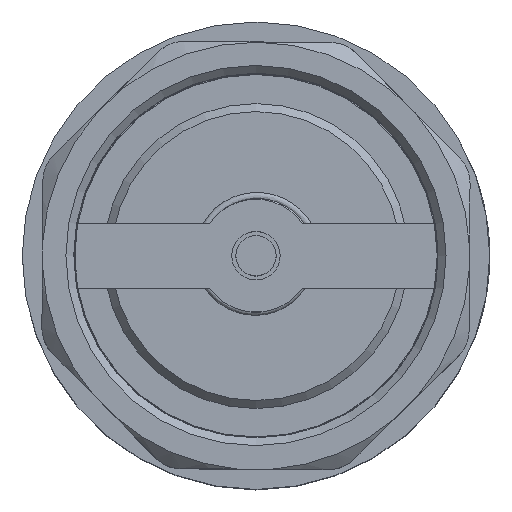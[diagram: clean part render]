
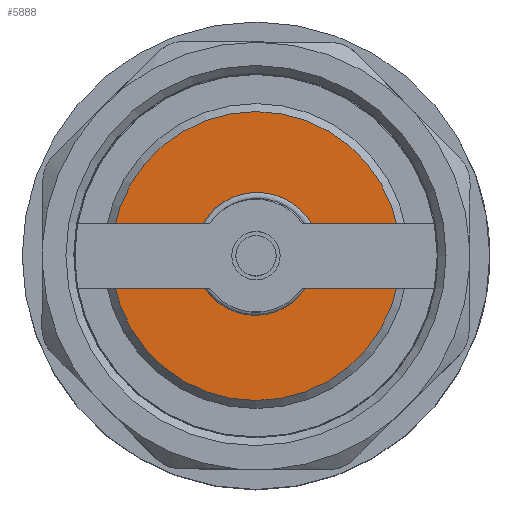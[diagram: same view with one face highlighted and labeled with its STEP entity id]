
A CAD part, top view. The second image highlights one B-rep face of the part: STEP entity #5888.
In plain terms, the highlighted planar face has unit normal (0, 0, 1).
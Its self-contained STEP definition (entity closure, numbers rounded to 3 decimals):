
#196=FACE_BOUND('',#1047,.T.);
#328=PLANE('',#6313);
#680=FACE_OUTER_BOUND('',#1046,.T.);
#1046=EDGE_LOOP('',(#5469));
#1047=EDGE_LOOP('',(#5470));
#1212=CIRCLE('',#6301,3.757);
#1215=CIRCLE('',#6309,17.918);
#2824=VERTEX_POINT('',#23341);
#2827=VERTEX_POINT('',#23355);
#3701=EDGE_CURVE('',#2824,#2824,#1212,.T.);
#3706=EDGE_CURVE('',#2827,#2827,#1215,.T.);
#5469=ORIENTED_EDGE('',*,*,#3706,.F.);
#5470=ORIENTED_EDGE('',*,*,#3701,.T.);
#5888=ADVANCED_FACE('',(#680,#196),#328,.T.);
#6301=AXIS2_PLACEMENT_3D('',#23343,#7459,#7460);
#6309=AXIS2_PLACEMENT_3D('',#23356,#7477,#7478);
#6313=AXIS2_PLACEMENT_3D('',#23364,#7487,#7488);
#7459=DIRECTION('center_axis',(0.,0.,-1.));
#7460=DIRECTION('ref_axis',(-1.,0.,0.));
#7477=DIRECTION('center_axis',(0.,0.,-1.));
#7478=DIRECTION('ref_axis',(1.,0.,0.));
#7487=DIRECTION('center_axis',(0.,0.,1.));
#7488=DIRECTION('ref_axis',(1.,0.,0.));
#23341=CARTESIAN_POINT('',(3.757,0.,28.));
#23343=CARTESIAN_POINT('Origin',(0.,0.,28.));
#23355=CARTESIAN_POINT('',(-17.918,0.,28.));
#23356=CARTESIAN_POINT('Origin',(0.,0.,28.));
#23364=CARTESIAN_POINT('Origin',(0.,0.,28.));
